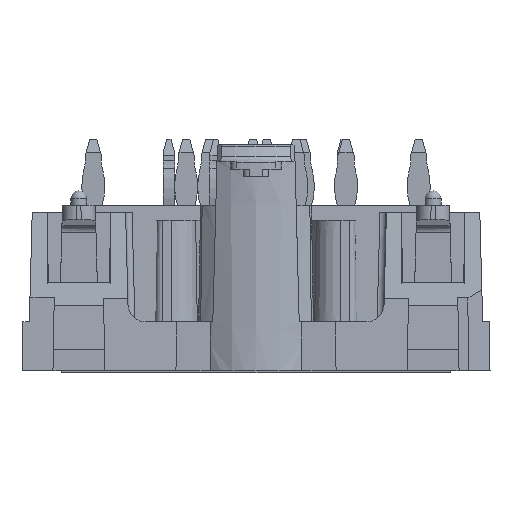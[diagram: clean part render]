
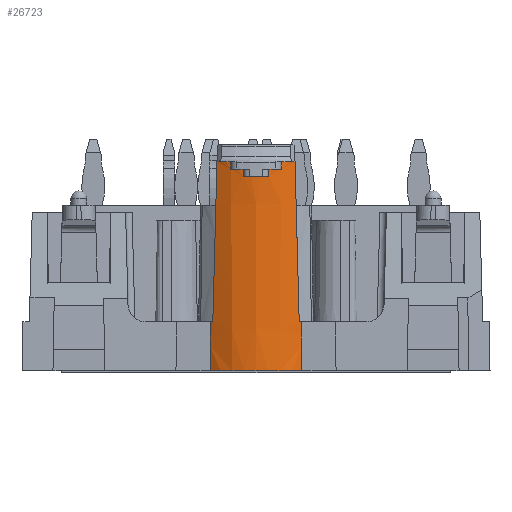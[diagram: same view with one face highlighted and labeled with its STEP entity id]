
A CAD part, left-side view. The second image highlights one B-rep face of the part: STEP entity #26723.
In plain terms, the highlighted conical face has half-angle 0.516 degrees and reference radius 5.5 mm.
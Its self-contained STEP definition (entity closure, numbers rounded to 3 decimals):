
#44=ELLIPSE('',#27781,283.039,6.957);
#45=ELLIPSE('',#27797,283.039,6.957);
#86=ELLIPSE('',#27980,248.172,3.71);
#87=ELLIPSE('',#27983,248.172,3.71);
#228=B_SPLINE_CURVE_WITH_KNOTS('',3,(#35995,#35996,#35997,#35998,#35999,
#36000,#36001),.UNSPECIFIED.,.F.,.F.,(4,3,4),(0.002,0.002,
0.002),.UNSPECIFIED.);
#229=B_SPLINE_CURVE_WITH_KNOTS('',3,(#36009,#36010,#36011,#36012,#36013,
#36014,#36015),.UNSPECIFIED.,.F.,.F.,(4,3,4),(0.002,0.002,
0.003),.UNSPECIFIED.);
#230=B_SPLINE_CURVE_WITH_KNOTS('',3,(#36023,#36024,#36025,#36026,#36027,
#36028,#36029),.UNSPECIFIED.,.F.,.F.,(4,3,4),(0.002,0.002,
0.002),.UNSPECIFIED.);
#231=B_SPLINE_CURVE_WITH_KNOTS('',3,(#36037,#36038,#36039,#36040,#36041,
#36042,#36043),.UNSPECIFIED.,.F.,.F.,(4,3,4),(0.002,0.002,
0.002),.UNSPECIFIED.);
#1333=CIRCLE('',#27783,5.6);
#1334=CIRCLE('',#27786,5.595);
#1335=CIRCLE('',#27789,5.591);
#1336=CIRCLE('',#27792,5.595);
#1337=CIRCLE('',#27795,5.6);
#1373=CIRCLE('',#27963,5.5);
#1375=CIRCLE('',#27966,5.5);
#1379=CIRCLE('',#27982,5.469);
#2693=ORIENTED_EDGE('',*,*,#8227,.F.);
#2694=ORIENTED_EDGE('',*,*,#8228,.F.);
#2695=ORIENTED_EDGE('',*,*,#8203,.T.);
#2696=ORIENTED_EDGE('',*,*,#7921,.F.);
#2697=ORIENTED_EDGE('',*,*,#7919,.T.);
#2698=ORIENTED_EDGE('',*,*,#7917,.T.);
#2699=ORIENTED_EDGE('',*,*,#7915,.T.);
#2700=ORIENTED_EDGE('',*,*,#7913,.T.);
#2701=ORIENTED_EDGE('',*,*,#7911,.T.);
#2702=ORIENTED_EDGE('',*,*,#7909,.T.);
#2703=ORIENTED_EDGE('',*,*,#7907,.T.);
#2704=ORIENTED_EDGE('',*,*,#7905,.T.);
#2705=ORIENTED_EDGE('',*,*,#7903,.T.);
#2706=ORIENTED_EDGE('',*,*,#7901,.F.);
#2707=ORIENTED_EDGE('',*,*,#8201,.T.);
#2708=ORIENTED_EDGE('',*,*,#8225,.T.);
#7901=EDGE_CURVE('',#10765,#10766,#44,.F.);
#7903=EDGE_CURVE('',#10767,#10766,#1333,.T.);
#7905=EDGE_CURVE('',#10768,#10767,#228,.T.);
#7907=EDGE_CURVE('',#10769,#10768,#1334,.T.);
#7909=EDGE_CURVE('',#10770,#10769,#229,.T.);
#7911=EDGE_CURVE('',#10771,#10770,#1335,.T.);
#7913=EDGE_CURVE('',#10772,#10771,#230,.T.);
#7915=EDGE_CURVE('',#10773,#10772,#1336,.T.);
#7917=EDGE_CURVE('',#10774,#10773,#231,.T.);
#7919=EDGE_CURVE('',#10775,#10774,#1337,.T.);
#7921=EDGE_CURVE('',#10775,#10776,#45,.F.);
#8201=EDGE_CURVE('',#10765,#10987,#1373,.T.);
#8203=EDGE_CURVE('',#10988,#10776,#1375,.T.);
#8225=EDGE_CURVE('',#10987,#11007,#86,.F.);
#8227=EDGE_CURVE('',#11008,#11007,#1379,.F.);
#8228=EDGE_CURVE('',#10988,#11008,#87,.T.);
#10765=VERTEX_POINT('',#35986);
#10766=VERTEX_POINT('',#35988);
#10767=VERTEX_POINT('',#35992);
#10768=VERTEX_POINT('',#36002);
#10769=VERTEX_POINT('',#36006);
#10770=VERTEX_POINT('',#36016);
#10771=VERTEX_POINT('',#36020);
#10772=VERTEX_POINT('',#36030);
#10773=VERTEX_POINT('',#36034);
#10774=VERTEX_POINT('',#36044);
#10775=VERTEX_POINT('',#36048);
#10776=VERTEX_POINT('',#36052);
#10987=VERTEX_POINT('',#36634);
#10988=VERTEX_POINT('',#36638);
#11007=VERTEX_POINT('',#36687);
#11008=VERTEX_POINT('',#36692);
#16992=EDGE_LOOP('',(#2693,#2694,#2695,#2696,#2697,#2698,#2699,#2700,#2701,
#2702,#2703,#2704,#2705,#2706,#2707,#2708));
#18132=FACE_BOUND('',#16992,.T.);
#19104=CONICAL_SURFACE('',#27981,5.5,0.009);
#26723=ADVANCED_FACE('',(#18132),#19104,.T.);
#27781=AXIS2_PLACEMENT_3D('',#35987,#29866,#29867);
#27783=AXIS2_PLACEMENT_3D('',#35991,#29871,#29872);
#27786=AXIS2_PLACEMENT_3D('',#36005,#29879,#29880);
#27789=AXIS2_PLACEMENT_3D('',#36019,#29887,#29888);
#27792=AXIS2_PLACEMENT_3D('',#36033,#29895,#29896);
#27795=AXIS2_PLACEMENT_3D('',#36047,#29903,#29904);
#27797=AXIS2_PLACEMENT_3D('',#36051,#29908,#29909);
#27963=AXIS2_PLACEMENT_3D('',#36635,#30446,#30447);
#27966=AXIS2_PLACEMENT_3D('',#36639,#30452,#30453);
#27980=AXIS2_PLACEMENT_3D('',#36688,#30496,#30497);
#27981=AXIS2_PLACEMENT_3D('',#36690,#30499,#30500);
#27982=AXIS2_PLACEMENT_3D('',#36691,#30501,#30502);
#27983=AXIS2_PLACEMENT_3D('',#36693,#30503,#30504);
#29866=DIRECTION('',(0.,-1.,-0.026));
#29867=DIRECTION('',(0.,-0.026,1.));
#29871=DIRECTION('',(0.,0.,-1.));
#29872=DIRECTION('',(-1.,0.,0.));
#29879=DIRECTION('',(0.,0.,-1.));
#29880=DIRECTION('',(-1.,0.,0.));
#29887=DIRECTION('',(0.,0.,-1.));
#29888=DIRECTION('',(-1.,0.,0.));
#29895=DIRECTION('',(0.,0.,-1.));
#29896=DIRECTION('',(-1.,0.,0.));
#29903=DIRECTION('',(0.,0.,-1.));
#29904=DIRECTION('',(-1.,0.,0.));
#29908=DIRECTION('',(0.,1.,-0.026));
#29909=DIRECTION('',(0.,0.026,1.));
#30446=DIRECTION('',(0.,0.,-1.));
#30447=DIRECTION('',(-1.,0.,0.));
#30452=DIRECTION('',(0.,0.,-1.));
#30453=DIRECTION('',(-1.,0.,0.));
#30496=DIRECTION('',(1.,0.,0.017));
#30497=DIRECTION('',(-0.017,0.,1.));
#30499=DIRECTION('',(0.,0.,1.));
#30500=DIRECTION('',(-1.,0.,0.));
#30501=DIRECTION('',(0.,0.,1.));
#30502=DIRECTION('',(1.,0.,0.));
#30503=DIRECTION('',(1.,0.,0.017));
#30504=DIRECTION('',(-0.017,0.,1.));
#35986=CARTESIAN_POINT('',(-32.11,3.,3.4));
#35987=CARTESIAN_POINT('',(-27.5,-2.549,215.309));
#35988=CARTESIAN_POINT('',(-32.401,2.709,14.5));
#35991=CARTESIAN_POINT('',(-27.5,0.,14.5));
#35992=CARTESIAN_POINT('',(-32.82,1.75,14.5));
#35995=CARTESIAN_POINT('',(-32.815,1.75,14.));
#35996=CARTESIAN_POINT('',(-32.815,1.75,14.05));
#35997=CARTESIAN_POINT('',(-32.816,1.75,14.1));
#35998=CARTESIAN_POINT('',(-32.816,1.75,14.15));
#35999=CARTESIAN_POINT('',(-32.817,1.75,14.266));
#36000=CARTESIAN_POINT('',(-32.818,1.75,14.383));
#36001=CARTESIAN_POINT('',(-32.82,1.75,14.5));
#36002=CARTESIAN_POINT('',(-32.815,1.75,14.));
#36005=CARTESIAN_POINT('',(-27.5,0.,14.));
#36006=CARTESIAN_POINT('',(-33.023,0.9,14.));
#36009=CARTESIAN_POINT('',(-33.018,0.9,13.5));
#36010=CARTESIAN_POINT('',(-33.018,0.9,13.542));
#36011=CARTESIAN_POINT('',(-33.019,0.9,13.583));
#36012=CARTESIAN_POINT('',(-33.019,0.9,13.625));
#36013=CARTESIAN_POINT('',(-33.02,0.9,13.75));
#36014=CARTESIAN_POINT('',(-33.021,0.9,13.875));
#36015=CARTESIAN_POINT('',(-33.023,0.9,14.));
#36016=CARTESIAN_POINT('',(-33.018,0.9,13.5));
#36019=CARTESIAN_POINT('',(-27.5,0.,13.5));
#36020=CARTESIAN_POINT('',(-33.018,-0.9,13.5));
#36023=CARTESIAN_POINT('',(-33.023,-0.9,14.));
#36024=CARTESIAN_POINT('',(-33.021,-0.9,13.875));
#36025=CARTESIAN_POINT('',(-33.02,-0.9,13.75));
#36026=CARTESIAN_POINT('',(-33.019,-0.9,13.625));
#36027=CARTESIAN_POINT('',(-33.019,-0.9,13.583));
#36028=CARTESIAN_POINT('',(-33.018,-0.9,13.542));
#36029=CARTESIAN_POINT('',(-33.018,-0.9,13.5));
#36030=CARTESIAN_POINT('',(-33.023,-0.9,14.));
#36033=CARTESIAN_POINT('',(-27.5,0.,14.));
#36034=CARTESIAN_POINT('',(-32.815,-1.75,14.));
#36037=CARTESIAN_POINT('',(-32.82,-1.75,14.5));
#36038=CARTESIAN_POINT('',(-32.818,-1.75,14.383));
#36039=CARTESIAN_POINT('',(-32.817,-1.75,14.266));
#36040=CARTESIAN_POINT('',(-32.816,-1.75,14.15));
#36041=CARTESIAN_POINT('',(-32.816,-1.75,14.1));
#36042=CARTESIAN_POINT('',(-32.815,-1.75,14.05));
#36043=CARTESIAN_POINT('',(-32.815,-1.75,14.));
#36044=CARTESIAN_POINT('',(-32.82,-1.75,14.5));
#36047=CARTESIAN_POINT('',(-27.5,0.,14.5));
#36048=CARTESIAN_POINT('',(-32.401,-2.709,14.5));
#36051=CARTESIAN_POINT('',(-27.5,2.549,215.309));
#36052=CARTESIAN_POINT('',(-32.11,-3.,3.4));
#36634=CARTESIAN_POINT('',(-32.,3.162,3.4));
#36635=CARTESIAN_POINT('',(-27.5,0.,3.4));
#36638=CARTESIAN_POINT('',(-32.,-3.162,3.4));
#36639=CARTESIAN_POINT('',(-27.5,0.,3.4));
#36687=CARTESIAN_POINT('',(-31.941,3.193,0.));
#36688=CARTESIAN_POINT('',(-29.735,0.,-126.336));
#36690=CARTESIAN_POINT('',(-27.5,0.,3.4));
#36691=CARTESIAN_POINT('',(-27.5,0.,0.));
#36692=CARTESIAN_POINT('',(-31.941,-3.193,0.));
#36693=CARTESIAN_POINT('',(-29.735,0.,-126.336));
